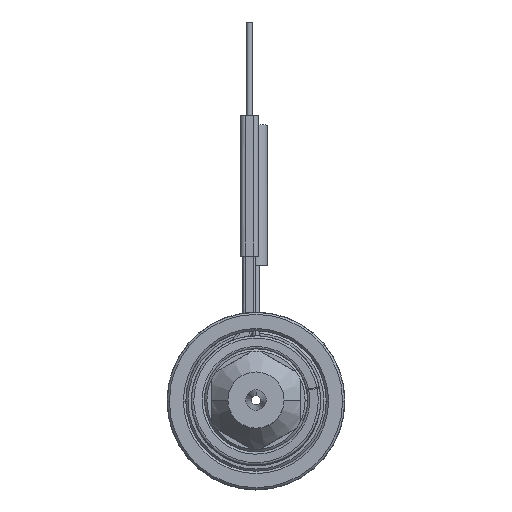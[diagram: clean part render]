
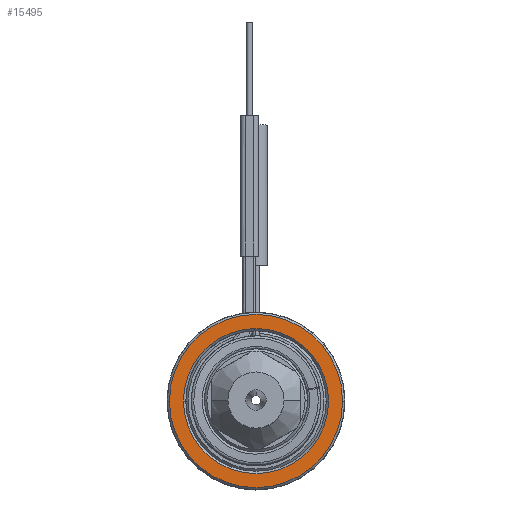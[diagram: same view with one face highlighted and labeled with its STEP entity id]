
A CAD part, top view. The second image highlights one B-rep face of the part: STEP entity #15495.
In plain terms, the highlighted planar face has unit normal (0, 0, 1).
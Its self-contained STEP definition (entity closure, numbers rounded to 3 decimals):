
#5764=CARTESIAN_POINT('',(0.,0.,35.));
#5765=DIRECTION('',(0.,0.,-1.));
#5766=DIRECTION('',(1.,0.,0.));
#5767=AXIS2_PLACEMENT_3D('',#5764,#5765,#5766);
#5783=CARTESIAN_POINT('',(0.,0.,
35.));
#5784=DIRECTION('',(0.,0.,-1.));
#5785=DIRECTION('',(1.,0.,0.));
#5786=AXIS2_PLACEMENT_3D('',#5783,#5784,#5785);
#5807=CARTESIAN_POINT('',(0.,0.,
35.));
#5808=DIRECTION('',(0.,0.,-1.));
#5809=DIRECTION('',(-1.,0.,0.));
#5810=AXIS2_PLACEMENT_3D('',#5807,#5808,#5809);
#6103=CARTESIAN_POINT('',(0.,0.,
35.));
#6104=DIRECTION('',(0.,0.,-1.));
#6105=DIRECTION('',(-1.,0.,0.));
#6106=AXIS2_PLACEMENT_3D('',#6103,#6104,#6105);
#6542=CARTESIAN_POINT('',(18.5,0.,35.));
#6543=CARTESIAN_POINT('',(-18.5,0.,
35.));
#6544=VERTEX_POINT('',#6542);
#6545=VERTEX_POINT('',#6543);
#6546=CARTESIAN_POINT('',(15.5,0.,35.));
#6547=CARTESIAN_POINT('',(-15.5,0.,35.));
#6548=VERTEX_POINT('',#6546);
#6549=VERTEX_POINT('',#6547);
#15479=CARTESIAN_POINT('',(0.,0.,35.));
#15480=DIRECTION('',(0.,0.,1.));
#15481=DIRECTION('',(-1.,0.,0.));
#15482=AXIS2_PLACEMENT_3D('',#15479,#15480,#15481);
#15483=PLANE('',#15482);
#15485=ORIENTED_EDGE('',*,*,#15484,.T.);
#15487=ORIENTED_EDGE('',*,*,#15486,.T.);
#15488=EDGE_LOOP('',(#15485,#15487));
#15489=FACE_OUTER_BOUND('',#15488,.F.);
#15490=ORIENTED_EDGE('',*,*,#15469,.F.);
#15492=ORIENTED_EDGE('',*,*,#15491,.F.);
#15493=EDGE_LOOP('',(#15490,#15492));
#15494=FACE_BOUND('',#15493,.F.);
#5768=CIRCLE('',#5767,15.5);
#5787=CIRCLE('',#5786,18.5);
#5811=CIRCLE('',#5810,18.5);
#6107=CIRCLE('',#6106,15.5);
#15469=EDGE_CURVE('',#6548,#6549,#5768,.T.);
#15484=EDGE_CURVE('',#6544,#6545,#5787,.T.);
#15486=EDGE_CURVE('',#6545,#6544,#5811,.T.);
#15491=EDGE_CURVE('',#6549,#6548,#6107,.T.);
#15495=ADVANCED_FACE('',(#15489,#15494),#15483,.T.);
